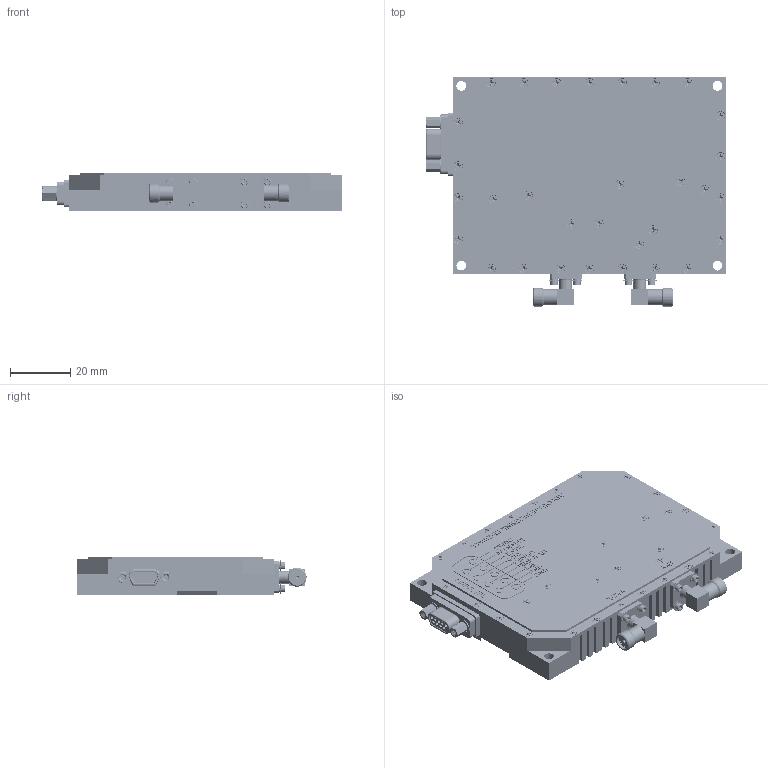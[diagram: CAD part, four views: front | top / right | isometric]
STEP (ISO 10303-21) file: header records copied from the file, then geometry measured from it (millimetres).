
FILE_DESCRIPTION (( 'STEP AP214' ), '1' );
FILE_NAME ('PE15B5005.STEP', '2020-05-26T17:06:32', ( '' ), ( '' ), 'SwSTEP 2.0', 'SolidWorks 2019', '' );
FILE_SCHEMA (( 'AUTOMOTIVE_DESIGN' ));
Length unit declared in the file: inch
Products named in the file (24): MDM-9S; 375 RA SMA; A6092-1300; 96640A002_96640A002; SCREW STACK UP 0-80 x .188 long; MDM JACK POST LOCK_98449A500; B6092-1400; Part3 PART 1; 92146A510_92146A510; 92196A054_92196A054; Part3 PART 2; 90945A700_90945A700; A6034-1540; 91771A058    0-80 X .4375 SSFHPMS  _91771A058; MDM JACK POST_91075A512; PE15B5005
Assembly tree (77 placements, depth 3):
  PE15B5005
    A6092-1300
    B6092-1400
    MDM-9S
    MDM JACK POST_91075A512  x2
    MDM JACK POST LOCK_98449A500  x2
    96640A002_96640A002  x22
    375 RA SMA
      Part3 PART 1
      Part3 PART 2
    375 RA SMA
      Part3 PART 1
      Part3 PART 2
    91771A058    0-80 X .4375 SSFHPMS  _91771A058  x9
    A6034-1540
    SCREW STACK UP 0-80 x .188 long
      92196A054_92196A054
      92146A510_92146A510
      90945A700_90945A700
    SCREW STACK UP 0-80 x .188 long
      92196A054_92196A054
      92146A510_92146A510
      90945A700_90945A700
    SCREW STACK UP 0-80 x .188 long
      92196A054_92196A054
      92146A510_92146A510
      90945A700_90945A700
    SCREW STACK UP 0-80 x .188 long
      92196A054_92196A054
      92146A510_92146A510
      90945A700_90945A700
    SCREW STACK UP 0-80 x .188 long
      92196A054_92196A054
      92146A510_92146A510
      90945A700_90945A700
    SCREW STACK UP 0-80 x .188 long
      92196A054_92196A054
      92146A510_92146A510
      90945A700_90945A700
    SCREW STACK UP 0-80 x .188 long
      92196A054_92196A054
      92146A510_92146A510
      90945A700_90945A700
    SCREW STACK UP 0-80 x .188 long
      92196A054_92196A054
      92146A510_92146A510
      90945A700_90945A700
Bounding box: 99.59 x 76.09 x 12.95 mm (x, y, z)
Volume: 38119.1 mm3; surface area: 42042.9 mm2
Topology: 67 solids, 73 shells, 6412 faces, 17638 edges, 11548 vertices
Faces by surface type: cylinder 2575, plane 2410, cone 755, bspline 651, torus 21
Entity records: 142410 total; most frequent: CARTESIAN_POINT 60911, ORIENTED_EDGE 17640, DIRECTION 14329, EDGE_CURVE 8820, VECTOR 5861, LINE 5861, VERTEX_POINT 5826, AXIS2_PLACEMENT_3D 4234
